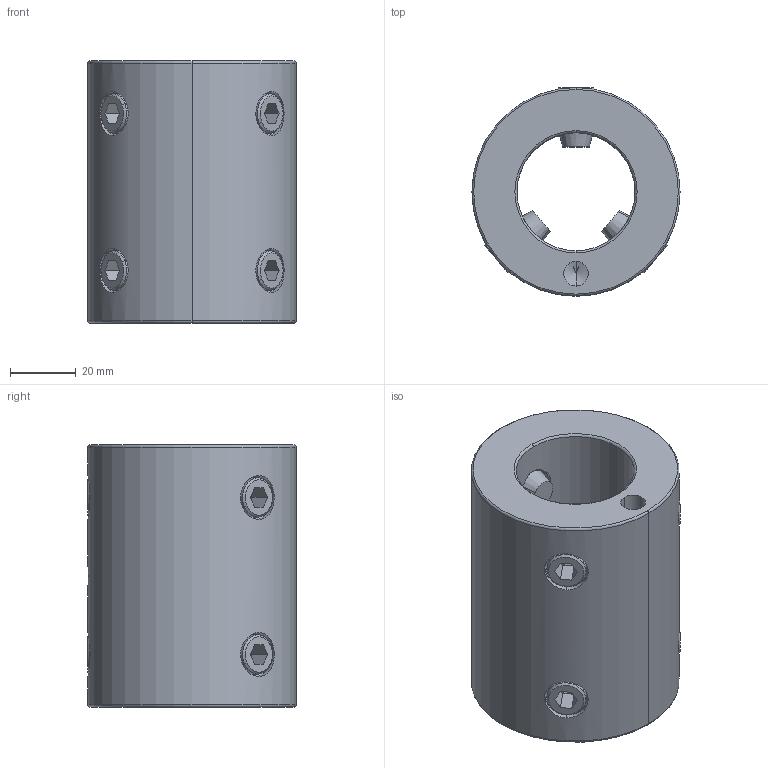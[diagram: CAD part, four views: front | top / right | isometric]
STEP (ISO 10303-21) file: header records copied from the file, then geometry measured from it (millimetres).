
FILE_DESCRIPTION(('no description'),'unknown implementation level');
FILE_NAME('A6DD26F3-0223-4429-A0A6-2430E34BACA7_export.stp',' ',('CIMSOURCE GmbH'),('CADClick - KiM GmbH - www.kimweb.de'),'unknown preprocess','ACIS','unknown authorization');
FILE_SCHEMA(('automotive_design'));
Length unit declared in the file: millimetre
Products named in the file (7): 331.867N Kaiser R CKN6 X CKN6 X 100 AL|331.867N Kaiser R CKN6 X CKN6 X 100 AL;NONE; 331.867N Kaiser R CKN6 X CKN6 X 100 AL|690.436 Kaiser ETL M12 X 18 CK6;NONE
Bounding box: 63.5 x 63.5 x 80 mm (x, y, z)
Volume: 171858 mm3; surface area: 36813.7 mm2
Topology: 7 solids, 7 shells, 241 faces, 521 edges, 286 vertices
Faces by surface type: plane 89, cylinder 74, cone 70, torus 8
Entity records: 13633 total; most frequent: CARTESIAN_POINT 2380, DIRECTION 1165, STYLED_ITEM 1039, PRESENTATION_STYLE_ASSIGNMENT 1039, COLOUR_RGB 1039, ORIENTED_EDGE 1010, EDGE_CURVE 505, CURVE_STYLE 505
